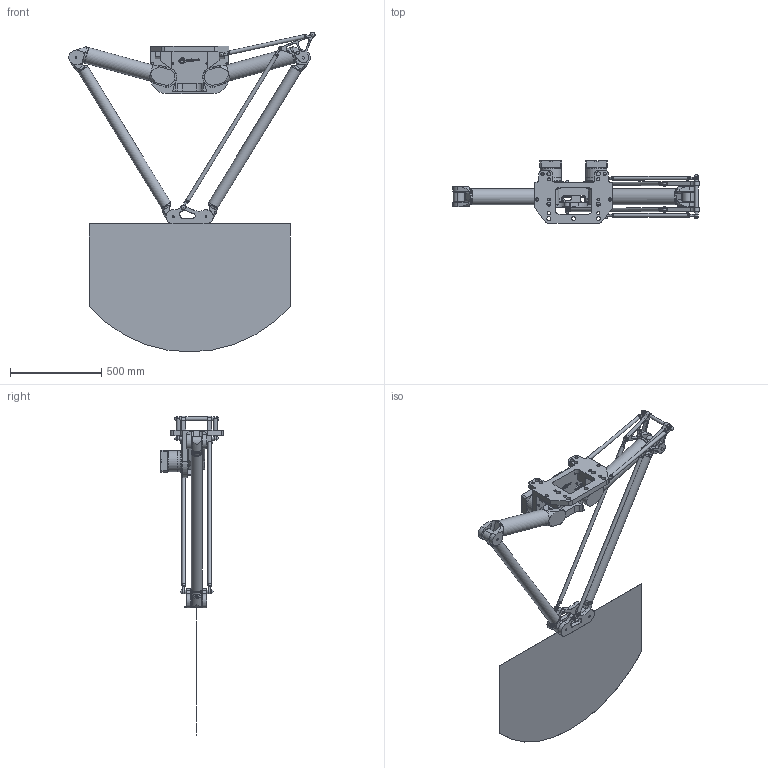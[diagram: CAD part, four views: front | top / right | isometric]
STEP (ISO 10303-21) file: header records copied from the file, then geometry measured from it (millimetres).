
FILE_DESCRIPTION(/* description */ ('Norm.iam Teamplte'),/* implementation_level */ '2;1');
FILE_NAME(/* name */ '3D-model_A_00931.stp',/* time_stamp */ '2025-03-04T14:02:27+01:00',/* author */ ('julien.ihle'),/* organization */ (''),/* preprocessor_version */ 'ST-DEVELOPER v19.2',/* originating_system */ 'Autodesk Inventor 2023',/* authorisation */ '');
FILE_SCHEMA (('AUTOMOTIVE_DESIGN { 1 0 10303 214 3 1 1 }'));
Products named in the file (11): A_00931_DUMMY DuoPod Robotermechanik RVS2-1100-6kg; MT_WST00065198MT_WST; MT_WST00119170; MT_WST00119173; MT_WST00060925MT_WST; MT_WST00119176; MT_WST00119175; MT_WST00065199MT_WST; MT_WST00119177; MT_WST00119159; MT_WST00055630MT_WST
Assembly tree (14 placements, depth 2):
  A_00931_DUMMY DuoPod Robotermechanik RVS2-1100-6kg
    MT_WST00065198MT_WST
    MT_WST00119170  x2
    MT_WST00119173
    MT_WST00060925MT_WST
    MT_WST00119175  x2
    MT_WST00119176
    MT_WST00065199MT_WST
    MT_WST00119177  x2
    MT_WST00119159
    MT_WST00055630MT_WST  x2
Bounding box: 1347.17 x 342 x 1749.52 mm (x, y, z)
Volume: 24658630.5 mm3; surface area: 3346339.4 mm2
Topology: 15 solids, 15 shells, 2031 faces, 4719 edges, 3019 vertices
Faces by surface type: plane 887, cylinder 693, cone 219, bspline 152, torus 74, sphere 6
Full cylindrical faces by diameter (mm): 4.134 x4, 4.917 x4, 5 x32, 5.5 x32, 6 x1, 6.647 x30, 6.917 x8, 8 x30, 8.5 x32, 9.5 x4, 10 x28, 10.106 x1, 12 x5, 15 x4, 17.294 x8, 18 x16, 19.8 x8, 20 x26, 22 x7, 24 x2, 25 x2, 32 x8, 40 x4, 45 x1, 59.8 x4, 60 x6, 80 x6, 85 x2, 88 x4, 110 x4
Entity records: 64089 total; most frequent: CARTESIAN_POINT 23327, DIRECTION 8300, ORIENTED_EDGE 7870, EDGE_CURVE 3935, AXIS2_PLACEMENT_3D 3101, VERTEX_POINT 2527, LINE 2098, VECTOR 2098
